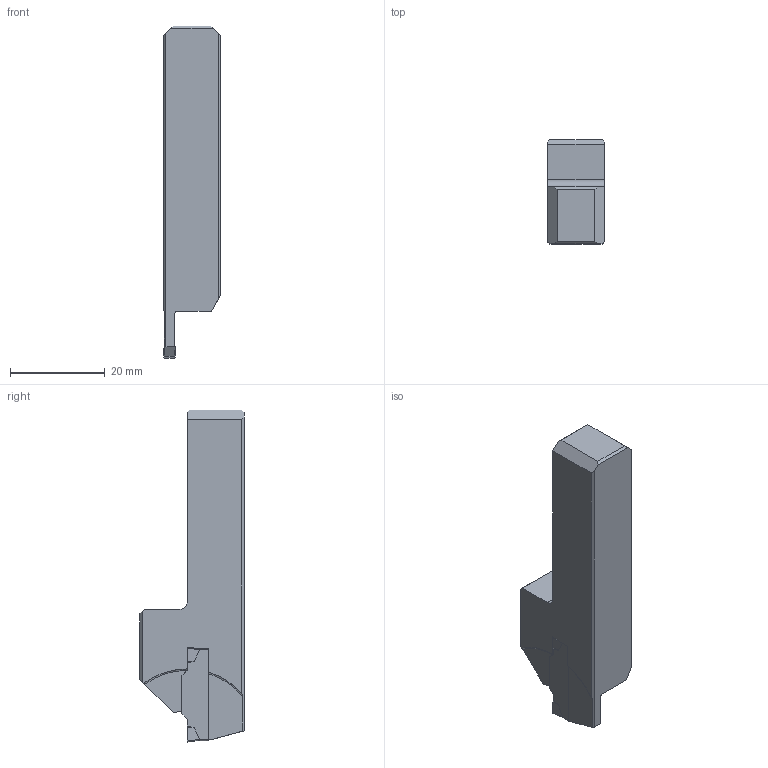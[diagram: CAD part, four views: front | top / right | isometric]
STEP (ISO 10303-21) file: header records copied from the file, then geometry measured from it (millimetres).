
FILE_DESCRIPTION(/* description */ (''),/* implementation_level */ '2;1');
FILE_NAME(/* name */ '1548665652201.stp',/* time_stamp */ '2019-01-28T14:24:35+06:00',/* author */ (''),/* organization */ ('SMS'),/* preprocessor_version */ 'ST-DEVELOPER v15',/* originating_system */ 'SIEMENS PLM Software NX 8.5',/* authorisation */ '');
FILE_SCHEMA (('AUTOMOTIVE_DESIGN { 1 0 10303 214 3 1 1 1 }'));
Length unit declared in the file: millimetre
Products named in the file (4): ASSEMBLY_CONSTRUCTION; 201539461mod000_00; 201729729mod000_00; 201729728mod000_00
Assembly tree (3 placements, depth 2):
  201729728mod000_00
    201729729mod000_00
    201539461mod000_00
    ASSEMBLY_CONSTRUCTION
Bounding box: 11.97 x 22 x 70 mm (x, y, z)
Volume: 10069.8 mm3; surface area: 4126 mm2
Topology: 2 solids, 2 shells, 66 faces, 187 edges, 131 vertices
Faces by surface type: plane 46, bspline 7, cylinder 6, extrusion 4, torus 3
Entity records: 2552 total; most frequent: CARTESIAN_POINT 766, ORIENTED_EDGE 372, DIRECTION 290, EDGE_CURVE 186, VECTOR 130, LINE 126, VERTEX_POINT 124, AXIS2_PLACEMENT_3D 80
